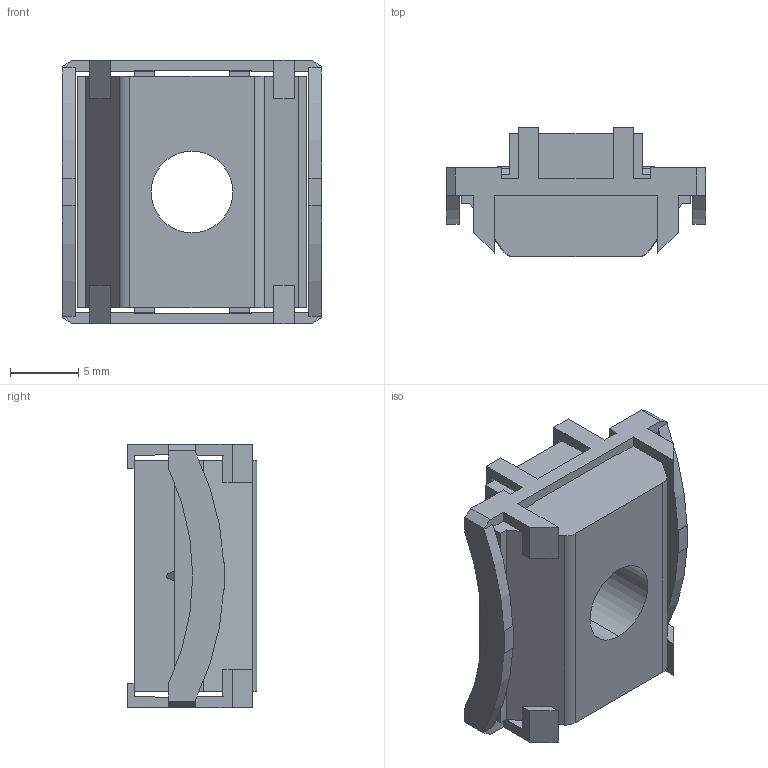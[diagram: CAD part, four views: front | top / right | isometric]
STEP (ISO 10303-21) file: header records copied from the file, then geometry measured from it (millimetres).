
FILE_DESCRIPTION (( 'STEP AP203' ), '1' );
FILE_NAME ('SFK-T40S-SLD.STEP', '2022-12-26T05:52:14', ( '' ), ( '' ), 'SwSTEP 2.0', 'SolidWorks 2011', '' );
FILE_SCHEMA (( 'CONFIG_CONTROL_DESIGN' ));
Length unit declared in the file: millimetre
Products named in the file (1): SFK-T40S-SLD
Bounding box: 19 x 9.5 x 19.3 mm (x, y, z)
Volume: 1861.2 mm3; surface area: 1761.5 mm2
Topology: 2 solids, 2 shells, 118 faces, 346 edges, 230 vertices
Faces by surface type: plane 104, cylinder 12, cone 2
Entity records: 3952 total; most frequent: CARTESIAN_POINT 722, ORIENTED_EDGE 692, DIRECTION 600, EDGE_CURVE 346, VECTOR 318, LINE 318, VERTEX_POINT 230, AXIS2_PLACEMENT_3D 141
